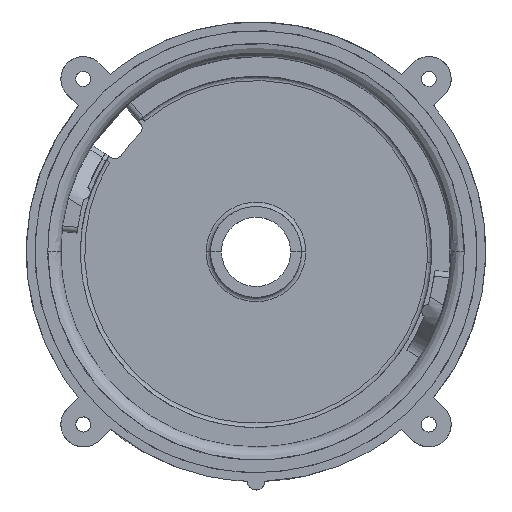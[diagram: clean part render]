
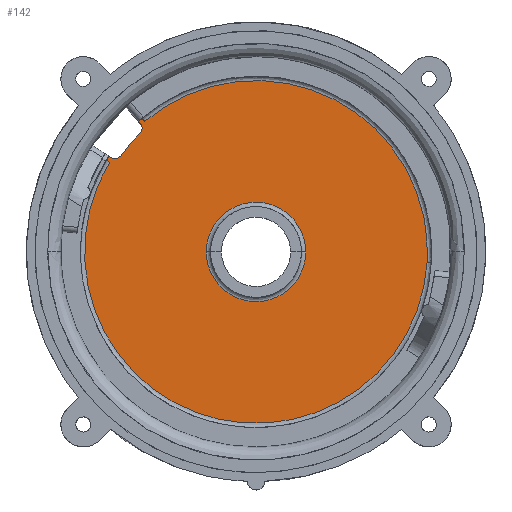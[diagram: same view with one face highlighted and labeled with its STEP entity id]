
A CAD part, top view. The second image highlights one B-rep face of the part: STEP entity #142.
In plain terms, the highlighted planar face has unit normal (0, 0, 1).
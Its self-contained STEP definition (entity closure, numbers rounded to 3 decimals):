
#15=FACE_BOUND('',#568,.T.);
#142=ADVANCED_FACE('',(#354,#15),#3404,.T.);
#354=FACE_OUTER_BOUND('',#567,.T.);
#567=EDGE_LOOP('',(#1173,#1174,#1175,#1176,#1177,#1178,#1179,#1180,#1181,
#1182,#1183));
#568=EDGE_LOOP('',(#1184,#1185));
#1173=ORIENTED_EDGE('',*,*,#1848,.F.);
#1174=ORIENTED_EDGE('',*,*,#1845,.F.);
#1175=ORIENTED_EDGE('',*,*,#1862,.T.);
#1176=ORIENTED_EDGE('',*,*,#2130,.F.);
#1177=ORIENTED_EDGE('',*,*,#2113,.T.);
#1178=ORIENTED_EDGE('',*,*,#2111,.T.);
#1179=ORIENTED_EDGE('',*,*,#2002,.T.);
#1180=ORIENTED_EDGE('',*,*,#2116,.T.);
#1181=ORIENTED_EDGE('',*,*,#2118,.T.);
#1182=ORIENTED_EDGE('',*,*,#2131,.F.);
#1183=ORIENTED_EDGE('',*,*,#1878,.T.);
#1184=ORIENTED_EDGE('',*,*,#2006,.T.);
#1185=ORIENTED_EDGE('',*,*,#2008,.T.);
#1845=EDGE_CURVE('',#2987,#2985,#2685,.T.);
#1848=EDGE_CURVE('',#2985,#2989,#2688,.T.);
#1862=EDGE_CURVE('',#2987,#3000,#2419,.T.);
#1878=EDGE_CURVE('',#3011,#2989,#2427,.T.);
#2002=EDGE_CURVE('',#3106,#3105,#2806,.T.);
#2006=EDGE_CURVE('',#3110,#3109,#2810,.T.);
#2008=EDGE_CURVE('',#3109,#3110,#2812,.T.);
#2111=EDGE_CURVE('',#3178,#3106,#2887,.T.);
#2113=EDGE_CURVE('',#3127,#3178,#2889,.T.);
#2116=EDGE_CURVE('',#3105,#3180,#2892,.T.);
#2118=EDGE_CURVE('',#3180,#3126,#2894,.T.);
#2130=EDGE_CURVE('',#3127,#3000,#2900,.T.);
#2131=EDGE_CURVE('',#3011,#3126,#2901,.T.);
#2419=B_SPLINE_CURVE_WITH_KNOTS('',1,(#5658,#5659),.UNSPECIFIED.,.F.,.F.,
(2,2),(-9.048,-4.548),.UNSPECIFIED.);
#2427=B_SPLINE_CURVE_WITH_KNOTS('',1,(#5742,#5743),.UNSPECIFIED.,.F.,.F.,
(2,2),(20.061,25.561),.UNSPECIFIED.);
#2685=(
BOUNDED_CURVE()
B_SPLINE_CURVE(2,(#5568,#5569,#5570,#5571,#5572),.UNSPECIFIED.,.F.,.F.)
B_SPLINE_CURVE_WITH_KNOTS((3,2,3),(9.048,55.428,101.809),
 .UNSPECIFIED.)
CURVE()
GEOMETRIC_REPRESENTATION_ITEM()
RATIONAL_B_SPLINE_CURVE((1.,0.834,1.,0.834,1.))
REPRESENTATION_ITEM('')
);
#2688=(
BOUNDED_CURVE()
B_SPLINE_CURVE(2,(#5585,#5586,#5587,#5588,#5589,#5590,#5591,#5592,#5593),
 .UNSPECIFIED.,.F.,.F.)
B_SPLINE_CURVE_WITH_KNOTS((3,2,2,2,3),(101.809,137.423,
173.038,208.652,244.267),.UNSPECIFIED.)
CURVE()
GEOMETRIC_REPRESENTATION_ITEM()
RATIONAL_B_SPLINE_CURVE((1.,0.899,1.,0.899,1.,0.899,
1.,0.899,1.))
REPRESENTATION_ITEM('')
);
#2806=(
BOUNDED_CURVE()
B_SPLINE_CURVE(2,(#6441,#6442,#6443,#6444,#6445,#6446,#6447,#6448,#6449),
 .UNSPECIFIED.,.F.,.F.)
B_SPLINE_CURVE_WITH_KNOTS((3,2,2,2,3),(70.961,71.362,
77.593,77.597,78.031),.UNSPECIFIED.)
CURVE()
GEOMETRIC_REPRESENTATION_ITEM()
RATIONAL_B_SPLINE_CURVE((1.,1.,1.,0.996,
1.,1.,1.,1.,
1.))
REPRESENTATION_ITEM('')
);
#2810=(
BOUNDED_CURVE()
B_SPLINE_CURVE(2,(#6461,#6462,#6463,#6464,#6465),.UNSPECIFIED.,.F.,.F.)
B_SPLINE_CURVE_WITH_KNOTS((3,2,3),(0.,18.064,
36.127),.UNSPECIFIED.)
CURVE()
GEOMETRIC_REPRESENTATION_ITEM()
RATIONAL_B_SPLINE_CURVE((1.,0.707,1.,0.707,1.))
REPRESENTATION_ITEM('')
);
#2812=(
BOUNDED_CURVE()
B_SPLINE_CURVE(2,(#6471,#6472,#6473,#6474,#6475),.UNSPECIFIED.,.F.,.F.)
B_SPLINE_CURVE_WITH_KNOTS((3,2,3),(0.,18.064,
36.127),.UNSPECIFIED.)
CURVE()
GEOMETRIC_REPRESENTATION_ITEM()
RATIONAL_B_SPLINE_CURVE((1.,0.707,1.,0.707,1.))
REPRESENTATION_ITEM('')
);
#2887=(
BOUNDED_CURVE()
B_SPLINE_CURVE(2,(#6961,#6962,#6963),.UNSPECIFIED.,.F.,.F.)
B_SPLINE_CURVE_WITH_KNOTS((3,3),(68.676,70.961),
 .UNSPECIFIED.)
CURVE()
GEOMETRIC_REPRESENTATION_ITEM()
RATIONAL_B_SPLINE_CURVE((1.,0.724,1.))
REPRESENTATION_ITEM('')
);
#2889=(
BOUNDED_CURVE()
B_SPLINE_CURVE(2,(#6967,#6968,#6969),.UNSPECIFIED.,.F.,.F.)
B_SPLINE_CURVE_WITH_KNOTS((3,3),(63.401,68.676),
 .UNSPECIFIED.)
CURVE()
GEOMETRIC_REPRESENTATION_ITEM()
RATIONAL_B_SPLINE_CURVE((1.,1.,1.))
REPRESENTATION_ITEM('')
);
#2892=(
BOUNDED_CURVE()
B_SPLINE_CURVE(2,(#6975,#6976,#6977),.UNSPECIFIED.,.F.,.F.)
B_SPLINE_CURVE_WITH_KNOTS((3,3),(78.031,80.316),
 .UNSPECIFIED.)
CURVE()
GEOMETRIC_REPRESENTATION_ITEM()
RATIONAL_B_SPLINE_CURVE((1.,0.724,1.))
REPRESENTATION_ITEM('')
);
#2894=(
BOUNDED_CURVE()
B_SPLINE_CURVE(2,(#6981,#6982,#6983,#6984,#6985),.UNSPECIFIED.,.F.,.F.)
B_SPLINE_CURVE_WITH_KNOTS((3,2,3),(46.317,47.091,51.592),
 .UNSPECIFIED.)
CURVE()
GEOMETRIC_REPRESENTATION_ITEM()
RATIONAL_B_SPLINE_CURVE((1.,1.,1.,1.,1.))
REPRESENTATION_ITEM('')
);
#2900=(
BOUNDED_CURVE()
B_SPLINE_CURVE(2,(#7025,#7026,#7027),.UNSPECIFIED.,.F.,.F.)
B_SPLINE_CURVE_WITH_KNOTS((3,3),(-275.276,-274.045),
 .UNSPECIFIED.)
CURVE()
GEOMETRIC_REPRESENTATION_ITEM()
RATIONAL_B_SPLINE_CURVE((1.,1.,1.))
REPRESENTATION_ITEM('')
);
#2901=(
BOUNDED_CURVE()
B_SPLINE_CURVE(2,(#7028,#7029,#7030),.UNSPECIFIED.,.F.,.F.)
B_SPLINE_CURVE_WITH_KNOTS((3,3),(-4.587,-3.399),
 .UNSPECIFIED.)
CURVE()
GEOMETRIC_REPRESENTATION_ITEM()
RATIONAL_B_SPLINE_CURVE((1.,1.,1.))
REPRESENTATION_ITEM('')
);
#2985=VERTEX_POINT('',#5183);
#2987=VERTEX_POINT('',#5185);
#2989=VERTEX_POINT('',#5187);
#3000=VERTEX_POINT('',#5198);
#3011=VERTEX_POINT('',#5209);
#3105=VERTEX_POINT('',#5303);
#3106=VERTEX_POINT('',#5304);
#3109=VERTEX_POINT('',#5307);
#3110=VERTEX_POINT('',#5308);
#3126=VERTEX_POINT('',#5324);
#3127=VERTEX_POINT('',#5325);
#3178=VERTEX_POINT('',#5376);
#3180=VERTEX_POINT('',#5378);
#3404=PLANE('',#3734);
#3734=AXIS2_PLACEMENT_3D('',#4554,#3908,$);
#3908=DIRECTION('',(0.,0.,1.));
#4554=CARTESIAN_POINT('',(-50.712,-57.188,145.597));
#5183=CARTESIAN_POINT('',(39.572,-2.488,145.597));
#5185=CARTESIAN_POINT('',(-25.722,30.174,145.597));
#5187=CARTESIAN_POINT('',(-33.807,20.717,145.597));
#5198=CARTESIAN_POINT('',(-29.29,34.36,145.597));
#5209=CARTESIAN_POINT('',(-38.497,23.591,145.597));
#5303=CARTESIAN_POINT('',(-31.384,22.162,145.597));
#5304=CARTESIAN_POINT('',(-26.799,27.531,145.597));
#5307=CARTESIAN_POINT('',(11.5,0.,145.597));
#5308=CARTESIAN_POINT('',(-11.5,0.,145.597));
#5324=CARTESIAN_POINT('',(-37.863,24.595,145.597));
#5325=CARTESIAN_POINT('',(-30.216,33.549,145.597));
#5376=CARTESIAN_POINT('',(-26.722,29.6,145.597));
#5378=CARTESIAN_POINT('',(-33.415,21.762,145.597));
#5568=CARTESIAN_POINT('',(-25.722,30.174,145.597));
#5569=CARTESIAN_POINT('',(-5.742,47.207,145.597));
#5570=CARTESIAN_POINT('',(17.739,35.461,145.597));
#5571=CARTESIAN_POINT('',(41.219,23.715,145.597));
#5572=CARTESIAN_POINT('',(39.572,-2.488,145.597));
#5585=CARTESIAN_POINT('',(39.572,-2.488,145.597));
#5586=CARTESIAN_POINT('',(38.359,-21.778,145.597));
#5587=CARTESIAN_POINT('',(22.416,-32.705,145.597));
#5588=CARTESIAN_POINT('',(6.473,-43.633,145.597));
#5589=CARTESIAN_POINT('',(-11.955,-37.805,145.597));
#5590=CARTESIAN_POINT('',(-30.384,-31.977,145.597));
#5591=CARTESIAN_POINT('',(-37.145,-13.87,145.597));
#5592=CARTESIAN_POINT('',(-43.906,4.237,145.597));
#5593=CARTESIAN_POINT('',(-33.807,20.717,145.597));
#5658=CARTESIAN_POINT('',(-25.722,30.174,145.597));
#5659=CARTESIAN_POINT('',(-29.29,34.36,145.597));
#5742=CARTESIAN_POINT('',(-38.497,23.591,145.597));
#5743=CARTESIAN_POINT('',(-33.807,20.717,145.597));
#6441=CARTESIAN_POINT('',(-26.799,27.531,145.597));
#6442=CARTESIAN_POINT('',(-26.942,27.391,145.597));
#6443=CARTESIAN_POINT('',(-27.085,27.249,145.597));
#6444=CARTESIAN_POINT('',(-29.299,25.048,145.597));
#6445=CARTESIAN_POINT('',(-31.13,22.518,145.597));
#6446=CARTESIAN_POINT('',(-31.131,22.516,145.597));
#6447=CARTESIAN_POINT('',(-31.132,22.514,145.597));
#6448=CARTESIAN_POINT('',(-31.259,22.339,145.597));
#6449=CARTESIAN_POINT('',(-31.384,22.162,145.597));
#6461=CARTESIAN_POINT('',(-11.5,0.,145.597));
#6462=CARTESIAN_POINT('',(-11.5,11.5,145.597));
#6463=CARTESIAN_POINT('',(0.,11.5,145.597));
#6464=CARTESIAN_POINT('',(11.5,11.5,145.597));
#6465=CARTESIAN_POINT('',(11.5,0.,145.597));
#6471=CARTESIAN_POINT('',(11.5,0.,145.597));
#6472=CARTESIAN_POINT('',(11.5,-11.5,145.597));
#6473=CARTESIAN_POINT('',(0.,-11.5,145.597));
#6474=CARTESIAN_POINT('',(-11.5,-11.5,145.597));
#6475=CARTESIAN_POINT('',(-11.5,0.,145.597));
#6961=CARTESIAN_POINT('',(-26.722,29.6,145.597));
#6962=CARTESIAN_POINT('',(-25.774,28.528,145.597));
#6963=CARTESIAN_POINT('',(-26.799,27.531,145.597));
#6967=CARTESIAN_POINT('',(-30.216,33.549,145.597));
#6968=CARTESIAN_POINT('',(-28.469,31.574,145.597));
#6969=CARTESIAN_POINT('',(-26.722,29.6,145.597));
#6975=CARTESIAN_POINT('',(-31.384,22.162,145.597));
#6976=CARTESIAN_POINT('',(-32.209,20.994,145.597));
#6977=CARTESIAN_POINT('',(-33.415,21.762,145.597));
#6981=CARTESIAN_POINT('',(-33.415,21.762,145.597));
#6982=CARTESIAN_POINT('',(-33.741,21.97,145.597));
#6983=CARTESIAN_POINT('',(-34.067,22.178,145.597));
#6984=CARTESIAN_POINT('',(-35.965,23.386,145.597));
#6985=CARTESIAN_POINT('',(-37.863,24.595,145.597));
#7025=CARTESIAN_POINT('',(-30.216,33.549,145.597));
#7026=CARTESIAN_POINT('',(-29.758,33.961,145.597));
#7027=CARTESIAN_POINT('',(-29.29,34.36,145.597));
#7028=CARTESIAN_POINT('',(-38.497,23.591,145.597));
#7029=CARTESIAN_POINT('',(-38.186,24.097,145.597));
#7030=CARTESIAN_POINT('',(-37.863,24.595,145.597));
